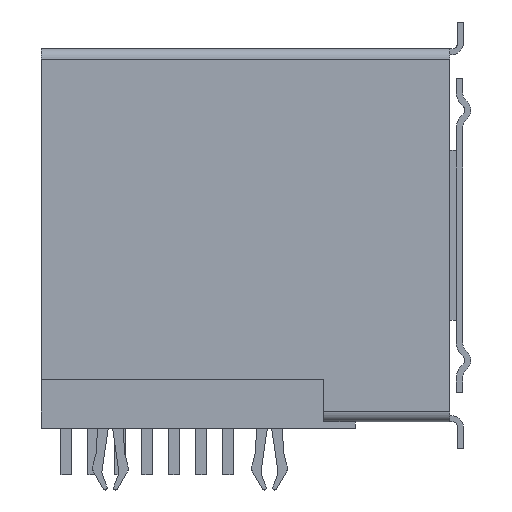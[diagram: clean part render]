
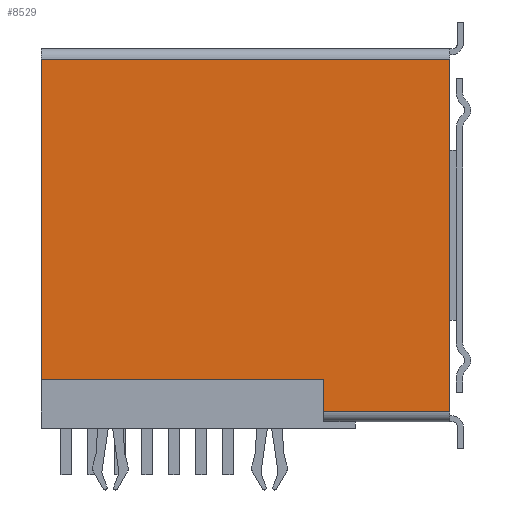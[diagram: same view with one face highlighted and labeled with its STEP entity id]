
A CAD part, left-side view. The second image highlights one B-rep face of the part: STEP entity #8529.
In plain terms, the highlighted planar face has unit normal (-1, 0, 0).
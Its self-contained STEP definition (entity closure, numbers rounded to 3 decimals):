
#8471=CARTESIAN_POINT('',(-2.35,7.02,17.4));
#8472=VERTEX_POINT('',#8471);
#8480=CARTESIAN_POINT('',(-2.35,-12.25,17.4));
#8481=VERTEX_POINT('',#8480);
#8482=CARTESIAN_POINT('',(-2.35,-12.25,17.4));
#8483=DIRECTION('',(0.0,1.0,0.0));
#8484=VECTOR('',#8483,19.27);
#8485=LINE('',#8482,#8484);
#8486=EDGE_CURVE('',#8481,#8472,#8485,.T.);
#8499=CARTESIAN_POINT('',(-2.35,-12.25,17.4));
#8500=DIRECTION('',(-1.0,0.0,0.0));
#8501=DIRECTION('',(0.0,1.0,0.0));
#8502=AXIS2_PLACEMENT_3D('',#8499,#8500,#8501);
#8503=PLANE('',#8502);
#8504=CARTESIAN_POINT('',(-2.35,7.02,0.8));
#8505=VERTEX_POINT('',#8504);
#8506=CARTESIAN_POINT('',(-2.35,7.02,17.4));
#8507=DIRECTION('',(0.0,0.0,-1.0));
#8508=VECTOR('',#8507,16.6);
#8509=LINE('',#8506,#8508);
#8510=EDGE_CURVE('',#8472,#8505,#8509,.T.);
#8511=ORIENTED_EDGE('',*,*,#8510,.T.);
#8512=CARTESIAN_POINT('',(-2.35,-12.25,0.8));
#8513=VERTEX_POINT('',#8512);
#8514=CARTESIAN_POINT('',(-2.35,-12.25,0.8));
#8515=DIRECTION('',(0.0,1.0,0.0));
#8516=VECTOR('',#8515,19.27);
#8517=LINE('',#8514,#8516);
#8518=EDGE_CURVE('',#8513,#8505,#8517,.T.);
#8519=ORIENTED_EDGE('',*,*,#8518,.F.);
#8520=CARTESIAN_POINT('',(-2.35,-12.25,17.4));
#8521=DIRECTION('',(0.0,0.0,-1.0));
#8522=VECTOR('',#8521,16.6);
#8523=LINE('',#8520,#8522);
#8524=EDGE_CURVE('',#8481,#8513,#8523,.T.);
#8525=ORIENTED_EDGE('',*,*,#8524,.F.);
#8526=ORIENTED_EDGE('',*,*,#8486,.T.);
#8527=EDGE_LOOP('',(#8511,#8519,#8525,#8526));
#8528=FACE_OUTER_BOUND('',#8527,.T.);
#8529=ADVANCED_FACE('',(#8528),#8503,.T.);
